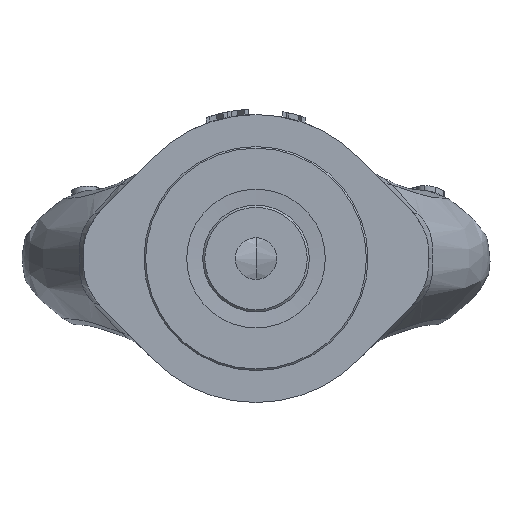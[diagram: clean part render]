
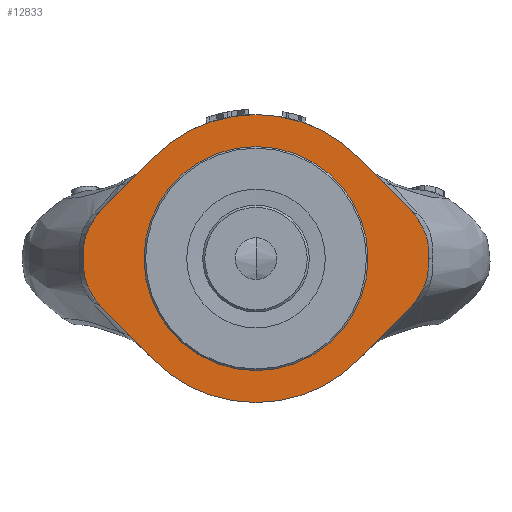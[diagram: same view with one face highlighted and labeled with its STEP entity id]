
A CAD part, front view. The second image highlights one B-rep face of the part: STEP entity #12833.
In plain terms, the highlighted face is planar.
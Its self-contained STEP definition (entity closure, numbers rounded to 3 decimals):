
#358=LINE('',#30900,#1312);
#361=LINE('',#31140,#1315);
#366=LINE('',#31876,#1320);
#369=LINE('',#32135,#1323);
#1312=VECTOR('',#15149,10.);
#1315=VECTOR('',#15160,10.);
#1320=VECTOR('',#15197,10.);
#1323=VECTOR('',#15212,10.);
#2133=PLANE('',#13751);
#2379=FACE_BOUND('',#3561,.T.);
#2790=FACE_OUTER_BOUND('',#3560,.T.);
#3560=EDGE_LOOP('',(#10076,#10077,#10078,#10079,#10080,#10081,#10082,#10083,
#10084,#10085,#10086,#10087,#10088,#10089));
#3561=EDGE_LOOP('',(#10090));
#4455=B_SPLINE_CURVE_WITH_KNOTS('',3,(#31027,#31028,#31029,#31030,#31031,
#31032,#31033,#31034),.UNSPECIFIED.,.F.,.F.,(4,2,2,4),(0.231,
0.314,0.381,0.537),.UNSPECIFIED.);
#4458=B_SPLINE_CURVE_WITH_KNOTS('',3,(#31201,#31202,#31203,#31204,#31205,
#31206,#31207,#31208,#31209,#31210),.UNSPECIFIED.,.F.,.F.,(4,2,2,2,4),(0.,
0.394,0.733,0.822,0.919),
 .UNSPECIFIED.);
#4463=B_SPLINE_CURVE_WITH_KNOTS('',3,(#32016,#32017,#32018,#32019,#32020,
#32021,#32022,#32023),.UNSPECIFIED.,.F.,.F.,(4,2,2,4),(0.231,
0.314,0.381,0.537),.UNSPECIFIED.);
#4468=B_SPLINE_CURVE_WITH_KNOTS('',3,(#32201,#32202,#32203,#32204,#32205,
#32206,#32207,#32208,#32209,#32210),.UNSPECIFIED.,.F.,.F.,(4,2,2,2,4),(0.,
0.394,0.733,0.822,0.919),
 .UNSPECIFIED.);
#4914=CIRCLE('',#13679,21.);
#4944=CIRCLE('',#13723,10.25);
#4946=CIRCLE('',#13726,10.25);
#4953=CIRCLE('',#13739,27.);
#4956=CIRCLE('',#13745,10.25);
#4958=CIRCLE('',#13748,10.25);
#4959=CIRCLE('',#13750,27.);
#5544=VERTEX_POINT('',#26121);
#5579=VERTEX_POINT('',#30897);
#5580=VERTEX_POINT('',#30899);
#5581=VERTEX_POINT('',#31018);
#5583=VERTEX_POINT('',#31022);
#5585=VERTEX_POINT('',#31137);
#5586=VERTEX_POINT('',#31139);
#5587=VERTEX_POINT('',#31200);
#5592=VERTEX_POINT('',#31873);
#5593=VERTEX_POINT('',#31875);
#5595=VERTEX_POINT('',#32013);
#5596=VERTEX_POINT('',#32015);
#5599=VERTEX_POINT('',#32132);
#5600=VERTEX_POINT('',#32134);
#5601=VERTEX_POINT('',#32196);
#7108=EDGE_CURVE('',#5544,#5544,#4914,.T.);
#7167=EDGE_CURVE('',#5579,#5580,#358,.T.);
#7172=EDGE_CURVE('',#5583,#5581,#4455,.F.);
#7177=EDGE_CURVE('',#5585,#5586,#361,.T.);
#7179=EDGE_CURVE('',#5586,#5583,#4944,.T.);
#7180=EDGE_CURVE('',#5587,#5581,#4458,.T.);
#7183=EDGE_CURVE('',#5587,#5579,#4946,.T.);
#7195=EDGE_CURVE('',#5593,#5592,#366,.T.);
#7198=EDGE_CURVE('',#5580,#5592,#4953,.T.);
#7200=EDGE_CURVE('',#5596,#5595,#4463,.F.);
#7207=EDGE_CURVE('',#5600,#5599,#369,.T.);
#7209=EDGE_CURVE('',#5599,#5596,#4956,.T.);
#7212=EDGE_CURVE('',#5601,#5595,#4468,.T.);
#7213=EDGE_CURVE('',#5601,#5593,#4958,.T.);
#7214=EDGE_CURVE('',#5585,#5600,#4959,.T.);
#10076=ORIENTED_EDGE('',*,*,#7214,.T.);
#10077=ORIENTED_EDGE('',*,*,#7207,.T.);
#10078=ORIENTED_EDGE('',*,*,#7209,.T.);
#10079=ORIENTED_EDGE('',*,*,#7200,.T.);
#10080=ORIENTED_EDGE('',*,*,#7212,.F.);
#10081=ORIENTED_EDGE('',*,*,#7213,.T.);
#10082=ORIENTED_EDGE('',*,*,#7195,.T.);
#10083=ORIENTED_EDGE('',*,*,#7198,.F.);
#10084=ORIENTED_EDGE('',*,*,#7167,.F.);
#10085=ORIENTED_EDGE('',*,*,#7183,.F.);
#10086=ORIENTED_EDGE('',*,*,#7180,.T.);
#10087=ORIENTED_EDGE('',*,*,#7172,.F.);
#10088=ORIENTED_EDGE('',*,*,#7179,.F.);
#10089=ORIENTED_EDGE('',*,*,#7177,.F.);
#10090=ORIENTED_EDGE('',*,*,#7108,.T.);
#12833=ADVANCED_FACE('',(#2790,#2379),#2133,.F.);
#13679=AXIS2_PLACEMENT_3D('',#26122,#15064,#15065);
#13723=AXIS2_PLACEMENT_3D('',#31143,#15164,#15165);
#13726=AXIS2_PLACEMENT_3D('',#31785,#15170,#15171);
#13739=AXIS2_PLACEMENT_3D('',#31896,#15201,#15202);
#13745=AXIS2_PLACEMENT_3D('',#32138,#15216,#15217);
#13748=AXIS2_PLACEMENT_3D('',#32276,#15222,#15223);
#13750=AXIS2_PLACEMENT_3D('',#32278,#15226,#15227);
#13751=AXIS2_PLACEMENT_3D('',#32279,#15228,#15229);
#15064=DIRECTION('center_axis',(0.,0.,1.));
#15065=DIRECTION('ref_axis',(1.,0.,0.));
#15149=DIRECTION('',(0.7,-0.714,0.));
#15160=DIRECTION('',(-0.7,-0.714,0.));
#15164=DIRECTION('center_axis',(0.,0.,1.));
#15165=DIRECTION('ref_axis',(1.,0.,0.));
#15170=DIRECTION('center_axis',(0.,0.,1.));
#15171=DIRECTION('ref_axis',(0.714,0.7,0.));
#15197=DIRECTION('',(-0.7,-0.714,0.));
#15201=DIRECTION('center_axis',(0.,0.,1.));
#15202=DIRECTION('ref_axis',(-0.714,0.7,0.));
#15212=DIRECTION('',(0.7,-0.714,0.));
#15216=DIRECTION('center_axis',(0.,0.,-1.));
#15217=DIRECTION('ref_axis',(-1.,0.,0.));
#15222=DIRECTION('center_axis',(0.,0.,-1.));
#15223=DIRECTION('ref_axis',(-0.714,0.7,0.));
#15226=DIRECTION('center_axis',(0.,0.,-1.));
#15227=DIRECTION('ref_axis',(-0.714,-0.7,0.));
#15228=DIRECTION('center_axis',(0.,0.,1.));
#15229=DIRECTION('ref_axis',(1.,0.,0.));
#26121=CARTESIAN_POINT('',(-21.,0.,0.));
#26122=CARTESIAN_POINT('Origin',(0.,0.,0.));
#30897=CARTESIAN_POINT('',(-29.066,-8.929,0.));
#30899=CARTESIAN_POINT('',(-19.272,-18.91,0.));
#30900=CARTESIAN_POINT('',(-29.066,-8.929,0.));
#31018=CARTESIAN_POINT('',(-32.253,0.,0.));
#31022=CARTESIAN_POINT('',(-30.247,7.483,0.));
#31027=CARTESIAN_POINT('Ctrl Pts',(-32.253,0.,
0.));
#31028=CARTESIAN_POINT('Ctrl Pts',(-32.353,1.812,0.));
#31029=CARTESIAN_POINT('Ctrl Pts',(-32.29,2.536,0.));
#31030=CARTESIAN_POINT('Ctrl Pts',(-32.1,3.598,0.));
#31031=CARTESIAN_POINT('Ctrl Pts',(-31.972,4.065,0.));
#31032=CARTESIAN_POINT('Ctrl Pts',(-31.43,5.574,0.));
#31033=CARTESIAN_POINT('Ctrl Pts',(-30.87,6.559,0.));
#31034=CARTESIAN_POINT('Ctrl Pts',(-30.247,7.483,0.));
#31137=CARTESIAN_POINT('',(-19.272,18.91,0.));
#31139=CARTESIAN_POINT('',(-29.066,8.929,0.));
#31140=CARTESIAN_POINT('',(-19.272,18.91,0.));
#31143=CARTESIAN_POINT('Origin',(-21.75,1.75,0.));
#31200=CARTESIAN_POINT('',(-30.247,-7.483,0.));
#31201=CARTESIAN_POINT('Ctrl Pts',(-30.247,-7.483,
0.));
#31202=CARTESIAN_POINT('Ctrl Pts',(-30.982,-6.393,
0.));
#31203=CARTESIAN_POINT('Ctrl Pts',(-31.627,-5.223,
0.));
#31204=CARTESIAN_POINT('Ctrl Pts',(-32.303,-2.868,
0.));
#31205=CARTESIAN_POINT('Ctrl Pts',(-32.316,-2.031,
0.));
#31206=CARTESIAN_POINT('Ctrl Pts',(-32.297,-1.059,
0.));
#31207=CARTESIAN_POINT('Ctrl Pts',(-32.291,-0.857,
0.));
#31208=CARTESIAN_POINT('Ctrl Pts',(-32.275,-0.435,
0.));
#31209=CARTESIAN_POINT('Ctrl Pts',(-32.265,-0.218,
0.));
#31210=CARTESIAN_POINT('Ctrl Pts',(-32.253,0.,
0.));
#31785=CARTESIAN_POINT('Origin',(-21.75,-1.75,0.));
#31873=CARTESIAN_POINT('',(19.272,-18.91,0.));
#31875=CARTESIAN_POINT('',(29.066,-8.929,0.));
#31876=CARTESIAN_POINT('',(29.066,-8.929,0.));
#31896=CARTESIAN_POINT('Origin',(0.,0.,0.));
#32013=CARTESIAN_POINT('',(32.253,0.,0.));
#32015=CARTESIAN_POINT('',(30.247,7.483,0.));
#32016=CARTESIAN_POINT('Ctrl Pts',(32.253,0.,
0.));
#32017=CARTESIAN_POINT('Ctrl Pts',(32.353,1.812,0.));
#32018=CARTESIAN_POINT('Ctrl Pts',(32.29,2.536,0.));
#32019=CARTESIAN_POINT('Ctrl Pts',(32.1,3.598,0.));
#32020=CARTESIAN_POINT('Ctrl Pts',(31.972,4.065,0.));
#32021=CARTESIAN_POINT('Ctrl Pts',(31.43,5.574,0.));
#32022=CARTESIAN_POINT('Ctrl Pts',(30.87,6.559,0.));
#32023=CARTESIAN_POINT('Ctrl Pts',(30.247,7.483,0.));
#32132=CARTESIAN_POINT('',(29.066,8.929,0.));
#32134=CARTESIAN_POINT('',(19.272,18.91,0.));
#32135=CARTESIAN_POINT('',(19.272,18.91,0.));
#32138=CARTESIAN_POINT('Origin',(21.75,1.75,0.));
#32196=CARTESIAN_POINT('',(30.247,-7.483,0.));
#32201=CARTESIAN_POINT('Ctrl Pts',(30.247,-7.483,0.));
#32202=CARTESIAN_POINT('Ctrl Pts',(30.982,-6.393,0.));
#32203=CARTESIAN_POINT('Ctrl Pts',(31.627,-5.223,0.));
#32204=CARTESIAN_POINT('Ctrl Pts',(32.303,-2.868,0.));
#32205=CARTESIAN_POINT('Ctrl Pts',(32.316,-2.031,0.));
#32206=CARTESIAN_POINT('Ctrl Pts',(32.297,-1.059,0.));
#32207=CARTESIAN_POINT('Ctrl Pts',(32.291,-0.857,0.));
#32208=CARTESIAN_POINT('Ctrl Pts',(32.275,-0.435,
0.));
#32209=CARTESIAN_POINT('Ctrl Pts',(32.265,-0.218,
0.));
#32210=CARTESIAN_POINT('Ctrl Pts',(32.253,0.,
0.));
#32276=CARTESIAN_POINT('Origin',(21.75,-1.75,0.));
#32278=CARTESIAN_POINT('Origin',(0.,0.,0.));
#32279=CARTESIAN_POINT('Origin',(0.,0.,
0.));
